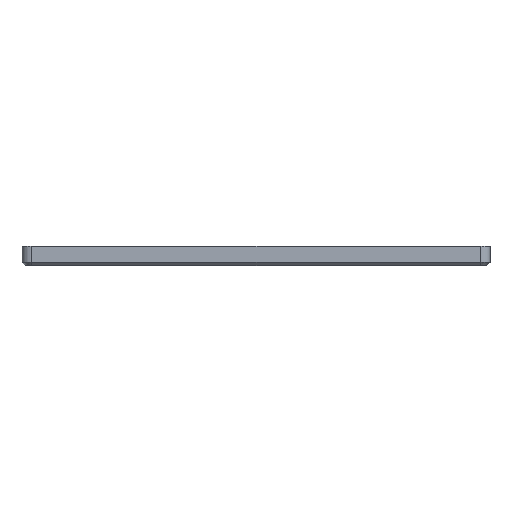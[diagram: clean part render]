
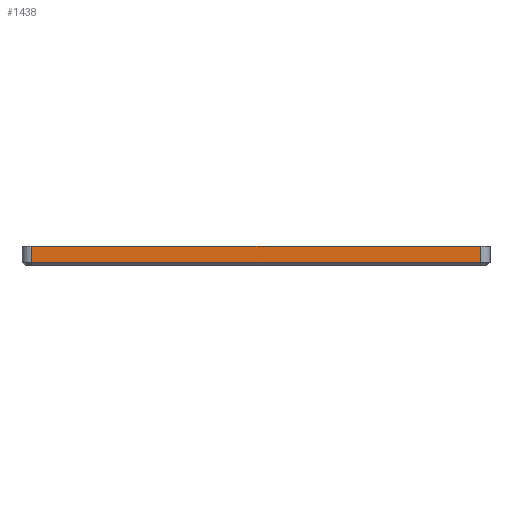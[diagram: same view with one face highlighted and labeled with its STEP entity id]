
A CAD part, left-side view. The second image highlights one B-rep face of the part: STEP entity #1438.
In plain terms, the highlighted planar face has unit normal (-1, 0, 0).
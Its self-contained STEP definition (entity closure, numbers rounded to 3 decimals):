
#147=FACE_OUTER_BOUND('',#229,.T.);
#229=EDGE_LOOP('',(#1014,#1015,#1016,#1017));
#352=LINE('',#2130,#501);
#362=LINE('',#2157,#511);
#363=LINE('',#2159,#512);
#364=LINE('',#2160,#513);
#501=VECTOR('',#1708,10.);
#511=VECTOR('',#1736,1000.);
#512=VECTOR('',#1737,1000.);
#513=VECTOR('',#1738,1000.);
#650=VERTEX_POINT('',#2124);
#651=VERTEX_POINT('',#2129);
#659=VERTEX_POINT('',#2156);
#660=VERTEX_POINT('',#2158);
#787=EDGE_CURVE('',#651,#650,#352,.T.);
#801=EDGE_CURVE('',#659,#650,#362,.T.);
#802=EDGE_CURVE('',#660,#659,#363,.T.);
#803=EDGE_CURVE('',#660,#651,#364,.T.);
#1014=ORIENTED_EDGE('',*,*,#787,.T.);
#1015=ORIENTED_EDGE('',*,*,#801,.F.);
#1016=ORIENTED_EDGE('',*,*,#802,.F.);
#1017=ORIENTED_EDGE('',*,*,#803,.T.);
#1380=PLANE('',#1553);
#1438=ADVANCED_FACE('',(#147),#1380,.F.);
#1553=AXIS2_PLACEMENT_3D('',#2155,#1734,#1735);
#1708=DIRECTION('',(0.,-1.,0.));
#1734=DIRECTION('center_axis',(1.,0.,0.));
#1735=DIRECTION('ref_axis',(0.,1.,0.));
#1736=DIRECTION('',(0.,0.,-1.));
#1737=DIRECTION('',(0.,-1.,0.));
#1738=DIRECTION('',(0.,0.,-1.));
#2124=CARTESIAN_POINT('',(-21.,-20.,0.5));
#2129=CARTESIAN_POINT('',(-21.,50.,0.5));
#2130=CARTESIAN_POINT('',(-21.,7.875,0.5));
#2155=CARTESIAN_POINT('Origin',(-21.,0.75,3.));
#2156=CARTESIAN_POINT('',(-21.,-20.,3.));
#2157=CARTESIAN_POINT('',(-21.,-20.,3.));
#2158=CARTESIAN_POINT('',(-21.,50.,3.));
#2159=CARTESIAN_POINT('',(-21.,0.75,3.));
#2160=CARTESIAN_POINT('',(-21.,50.,3.));
